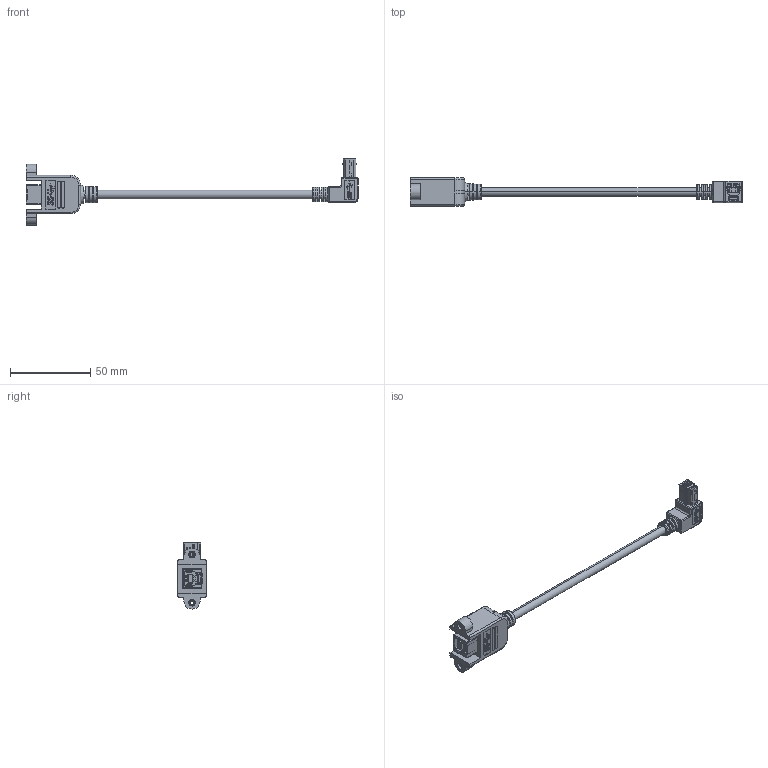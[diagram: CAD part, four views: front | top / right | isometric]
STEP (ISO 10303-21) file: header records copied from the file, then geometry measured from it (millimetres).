
FILE_DESCRIPTION (( 'STEP AP214' ), '1' );
FILE_NAME ('U3A00102.STEP', '2018-12-07T17:10:44', ( '' ), ( '' ), 'SwSTEP 2.0', 'SolidWorks 2017', '' );
FILE_SCHEMA (( 'AUTOMOTIVE_DESIGN' ));
Length unit declared in the file: millimetre
Products named in the file (15): MTN-910; MTN-1080; 1AA05-073-MA1___; 1AA05-073; U3A00102; MTN-1079; USB3.0 BF SOLDER; USB3.0 BF SOLDER- INSULATOR; MTN-909_RIGHT WITH LOGO; 1AJ04-028___; 3AC08-027; 1AA05-073-MA2___; USB3.0 BF SOLDER- SHELL
Assembly tree (15 placements, depth 4):
  U3A00102
    3AC08-027
    MTN-909_RIGHT WITH LOGO
      MTN-909_RIGHT WITH LOGO
      MTN-910
      1AA05-073
        1AA05-073-MA1___
        1AA05-073-MA2___
    MTN-1080
      MTN-1080
      1AJ04-028___  x2
      USB3.0 BF SOLDER
        USB3.0 BF SOLDER- SHELL
        USB3.0 BF SOLDER- INSULATOR
      MTN-1079
Bounding box: 206.85 x 18.3 x 41.23 mm (x, y, z)
Volume: 26463.1 mm3; surface area: 17559.4 mm2
Topology: 34 solids, 34 shells, 1961 faces, 5202 edges, 3344 vertices
Faces by surface type: plane 1345, cylinder 341, bspline 211, cone 24, torus 22, sphere 18
Entity records: 72335 total; most frequent: CARTESIAN_POINT 20475, ORIENTED_EDGE 10192, DIRECTION 8859, EDGE_CURVE 5096, VECTOR 3879, LINE 3879, VERTEX_POINT 3286, AXIS2_PLACEMENT_3D 2490
